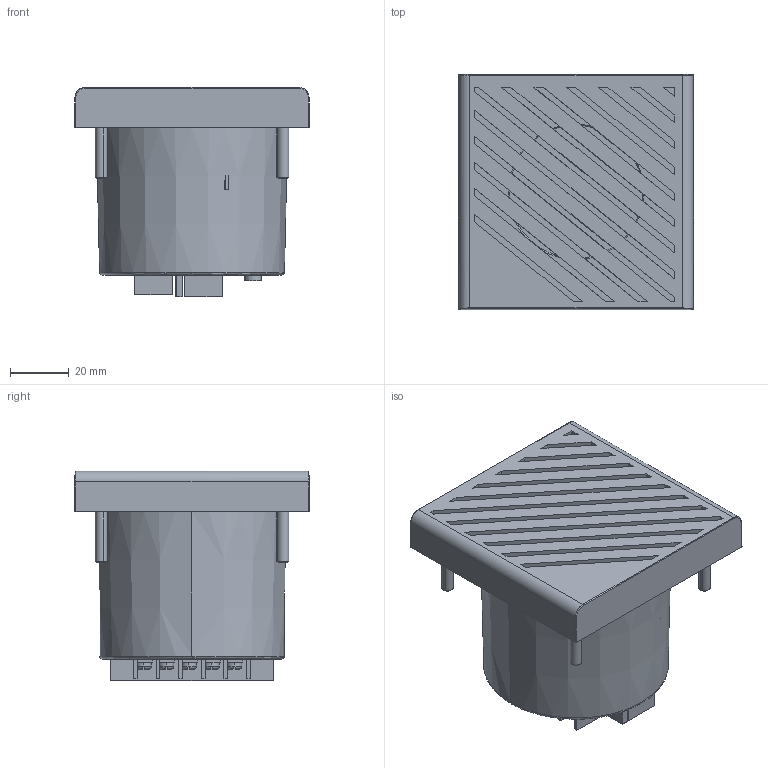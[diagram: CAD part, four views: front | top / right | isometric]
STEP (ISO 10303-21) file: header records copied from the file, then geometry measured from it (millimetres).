
FILE_DESCRIPTION (( 'STEP AP203' ), '1' );
FILE_NAME ('ksp-4-1.STEP', '2022-05-05T07:52:59', ( 'Microsoft' ), ( 'Microsoft' ), 'SwSTEP 2.0', 'SolidWorks 2015', '' );
FILE_SCHEMA (( 'CONFIG_CONTROL_DESIGN' ));
Length unit declared in the file: millimetre
Products named in the file (7): M3蹟佪; ksp-4-1; 0002; 0003; 000; GB5783-M4X20-5_6; 2000
Assembly tree (20 placements, depth 2):
  ksp-4-1
    0002
    0003
    000
    GB5783-M4X20-5_6  x4
    2000
    M3蹟佪  x12
Bounding box: 80 x 80 x 71.3 mm (x, y, z)
Volume: 76543.8 mm3; surface area: 86870.7 mm2
Topology: 16 solids, 24 shells, 1563 faces, 4287 edges, 2774 vertices
Faces by surface type: plane 1220, cylinder 189, cone 77, torus 48, bspline 29
Entity records: 41195 total; most frequent: CARTESIAN_POINT 8715, ORIENTED_EDGE 6858, DIRECTION 6085, EDGE_CURVE 3431, VECTOR 2807, LINE 2807, VERTEX_POINT 2247, AXIS2_PLACEMENT_3D 1639
